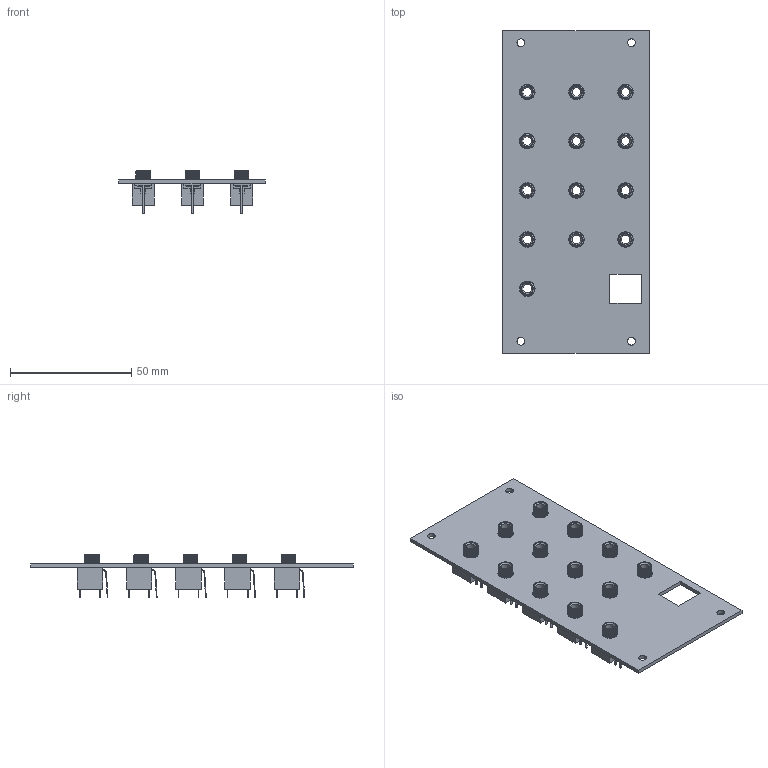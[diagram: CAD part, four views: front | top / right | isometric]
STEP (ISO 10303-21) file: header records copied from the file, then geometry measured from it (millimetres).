
FILE_DESCRIPTION(('KiCad electronic assembly'),'2;1');
FILE_NAME('panel-3D.step','2021-01-17T13:03:08',('An Author'),( 'A Company'),'Open CASCADE STEP processor 7.4', 'KiCad to STEP converter','Unknown');
FILE_SCHEMA(('AUTOMOTIVE_DESIGN { 1 0 10303 214 1 1 1 1 }'));
Length unit declared in the file: millimetre
Products named in the file (6): Open CASCADE STEP translator 7.4 1; PJ301M-12_Thonkiconn_v0.2; SOLID; COMPOUND
Assembly tree (17 placements, depth 3):
  Open CASCADE STEP translator 7.4 1
    PJ301M-12_Thonkiconn_v0.2  x13
      SOLID
      SOLID
      SOLID
    COMPOUND
Bounding box: 60.6 x 133.4 x 18.02 mm (x, y, z)
Volume: 17290 mm3; surface area: 30157 mm2
Topology: 40 solids, 40 shells, 820 faces, 2129 edges, 1402 vertices
Faces by surface type: plane 647, cylinder 121, cone 26, bspline 26
Full cylindrical faces by diameter (mm): 3.2 x4, 3.6 x13, 3.966 x13, 6.4 x13
Entity records: 9029 total; most frequent: CARTESIAN_POINT 3689, DIRECTION 900, LINE 572, VECTOR 572, ORIENTED_EDGE 466, PCURVE 466, DEFINITIONAL_REPRESENTATION 466, EDGE_CURVE 233
